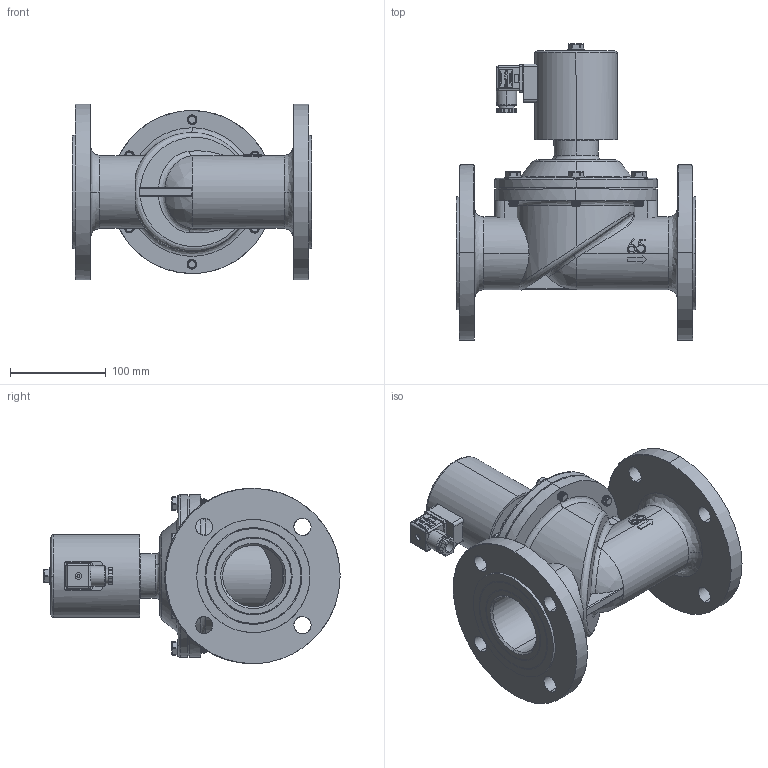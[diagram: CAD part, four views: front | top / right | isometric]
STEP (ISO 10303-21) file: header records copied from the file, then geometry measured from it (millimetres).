
FILE_DESCRIPTION (( 'STEP AP214' ), '1' );
FILE_NAME ('242 DN65 Flansch.STEP', '2019-01-14T09:37:51', ( 'admin' ), ( 'Hewlett-Packard Company' ), 'SwSTEP 2.0', 'SolidWorks 2015', '' );
FILE_SCHEMA (( 'AUTOMOTIVE_DESIGN' ));
Length unit declared in the file: millimetre
Products named in the file (1): 242 DN65 Flansch
Bounding box: 250 x 309 x 183 mm (x, y, z)
Surface area: 485497.7 mm2 (no closed solid volume)
Topology: 0 solids, 12 shells, 1681 faces, 4728 edges, 3160 vertices
Faces by surface type: plane 789, cylinder 429, bspline 313, cone 100, torus 50
Entity records: 144863 total; most frequent: CARTESIAN_POINT 105884, ORIENTED_EDGE 9385, DIRECTION 6065, EDGE_CURVE 4720, VERTEX_POINT 3162, AXIS2_PLACEMENT_3D 2054, B_SPLINE_CURVE_WITH_KNOTS 1986, VECTOR 1957
